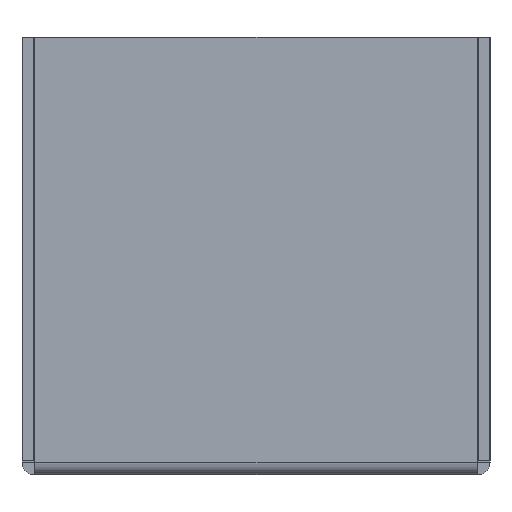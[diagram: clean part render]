
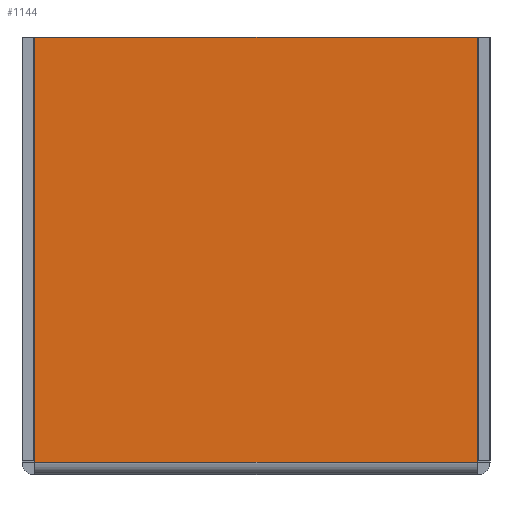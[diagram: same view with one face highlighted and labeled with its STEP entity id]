
A CAD part, left-side view. The second image highlights one B-rep face of the part: STEP entity #1144.
In plain terms, the highlighted planar face has unit normal (-1, 0, 0).
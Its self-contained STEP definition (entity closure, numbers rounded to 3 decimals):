
#985=CARTESIAN_POINT('',(-1.7,116.978,0.1));
#986=VERTEX_POINT('',#985);
#1025=CARTESIAN_POINT('',(-1.7,56.978,0.1));
#1026=VERTEX_POINT('',#1025);
#1056=CARTESIAN_POINT('',(-1.7,116.978,0.1));
#1057=DIRECTION('',(0.,-1.0,0.));
#1058=VECTOR('',#1057,60.0);
#1059=LINE('',#1056,#1058);
#1060=EDGE_CURVE('',#986,#1026,#1059,.T.);
#1098=CARTESIAN_POINT('',(-1.7,116.978,57.686));
#1099=VERTEX_POINT('',#1098);
#1106=CARTESIAN_POINT('',(-1.7,56.978,57.686));
#1107=VERTEX_POINT('',#1106);
#1108=CARTESIAN_POINT('',(-1.7,116.978,57.686));
#1109=DIRECTION('',(0.,-1.0,0.));
#1110=VECTOR('',#1109,60.0);
#1111=LINE('',#1108,#1110);
#1112=EDGE_CURVE('',#1099,#1107,#1111,.T.);
#1123=CARTESIAN_POINT('',(-1.7,0.,-1.314));
#1124=DIRECTION('',(-1.0,0.,0.));
#1125=DIRECTION('',(0.,0.,1.0));
#1126=AXIS2_PLACEMENT_3D('',#1123,#1124,#1125);
#1127=PLANE('',#1126);
#1128=CARTESIAN_POINT('',(-1.7,116.978,0.1));
#1129=DIRECTION('',(0.,0.,1.0));
#1130=VECTOR('',#1129,57.586);
#1131=LINE('',#1128,#1130);
#1132=EDGE_CURVE('',#986,#1099,#1131,.T.);
#1133=ORIENTED_EDGE('',*,*,#1132,.F.);
#1134=ORIENTED_EDGE('',*,*,#1060,.T.);
#1135=CARTESIAN_POINT('',(-1.7,56.978,57.686));
#1136=DIRECTION('',(0.,0.,-1.0));
#1137=VECTOR('',#1136,57.586);
#1138=LINE('',#1135,#1137);
#1139=EDGE_CURVE('',#1107,#1026,#1138,.T.);
#1140=ORIENTED_EDGE('',*,*,#1139,.F.);
#1141=ORIENTED_EDGE('',*,*,#1112,.F.);
#1142=EDGE_LOOP('',(#1133,#1134,#1140,#1141));
#1143=FACE_BOUND('',#1142,.T.);
#1144=ADVANCED_FACE('',(#1143),#1127,.T.);
